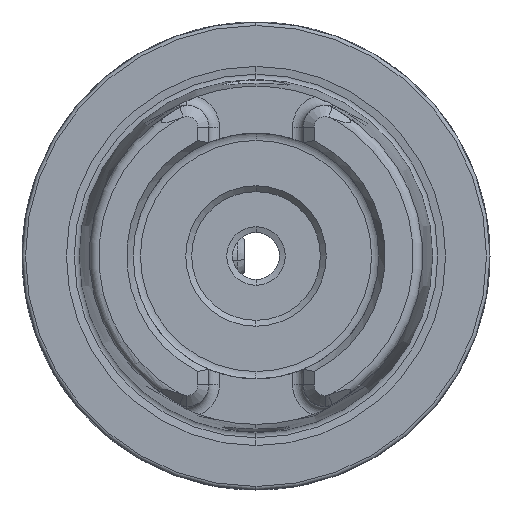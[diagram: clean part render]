
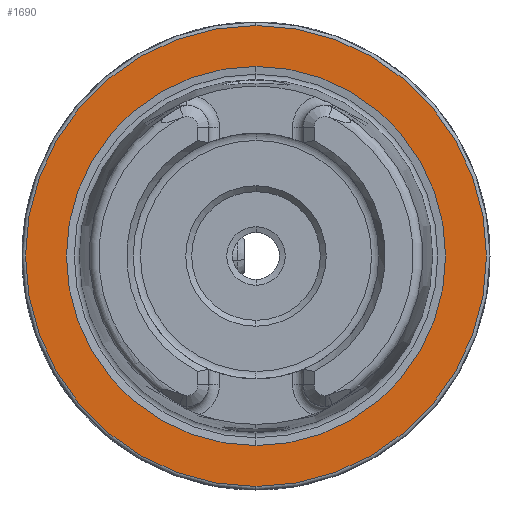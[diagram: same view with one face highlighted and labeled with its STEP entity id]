
A CAD part, left-side view. The second image highlights one B-rep face of the part: STEP entity #1690.
In plain terms, the highlighted planar face has unit normal (-1, 0, 0).
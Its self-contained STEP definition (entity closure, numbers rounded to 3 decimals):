
#260 = AXIS2_PLACEMENT_3D ( 'NONE', #567, #3275, #3376 ) ;
#536 = CARTESIAN_POINT ( 'NONE',  ( 0., 0., 19.7 ) ) ;
#567 = CARTESIAN_POINT ( 'NONE',  ( 0., 0., 0. ) ) ;
#979 = AXIS2_PLACEMENT_3D ( 'NONE', #2906, #5790, #2826 ) ;
#1082 = CIRCLE ( 'NONE', #2043, 16.207 ) ;
#1102 = AXIS2_PLACEMENT_3D ( 'NONE', #6171, #7187, #7260 ) ;
#1115 = PLANE ( 'NONE',  #6451 ) ;
#1406 = VERTEX_POINT ( 'NONE', #536 ) ;
#1536 = DIRECTION ( 'NONE',  ( 0., 0., -1. ) ) ;
#1618 = DIRECTION ( 'NONE',  ( 1., 0., 0. ) ) ;
#1690 = ADVANCED_FACE ( 'NONE', ( #3916, #6211 ), #1115, .F. ) ;
#1872 = VERTEX_POINT ( 'NONE', #6391 ) ;
#2025 = ORIENTED_EDGE ( 'NONE', *, *, #2770, .T. ) ;
#2043 = AXIS2_PLACEMENT_3D ( 'NONE', #2739, #3346, #5633 ) ;
#2103 = VERTEX_POINT ( 'NONE', #3396 ) ;
#2169 = CARTESIAN_POINT ( 'NONE',  ( 0., 19.7, 0. ) ) ;
#2531 = CIRCLE ( 'NONE', #1102, 16.207 ) ;
#2557 = VERTEX_POINT ( 'NONE', #3670 ) ;
#2739 = CARTESIAN_POINT ( 'NONE',  ( 0., 0., 0. ) ) ;
#2770 = EDGE_CURVE ( 'NONE', #1872, #1406, #4326, .T. ) ;
#2826 = DIRECTION ( 'NONE',  ( 0., 0., 1. ) ) ;
#2906 = CARTESIAN_POINT ( 'NONE',  ( 0., 0., 0. ) ) ;
#3275 = DIRECTION ( 'NONE',  ( -1., 0., 0. ) ) ;
#3346 = DIRECTION ( 'NONE',  ( -1., 0., 0. ) ) ;
#3376 = DIRECTION ( 'NONE',  ( 0., 0., 1. ) ) ;
#3396 = CARTESIAN_POINT ( 'NONE',  ( 0., 0., -16.207 ) ) ;
#3670 = CARTESIAN_POINT ( 'NONE',  ( 0., 0., 16.207 ) ) ;
#3822 = EDGE_LOOP ( 'NONE', ( #4429, #2025 ) ) ;
#3916 = FACE_BOUND ( 'NONE', #5684, .T. ) ;
#4326 = CIRCLE ( 'NONE', #260, 19.7 ) ;
#4429 = ORIENTED_EDGE ( 'NONE', *, *, #6423, .T. ) ;
#5336 = EDGE_CURVE ( 'NONE', #2103, #2557, #2531, .T. ) ;
#5633 = DIRECTION ( 'NONE',  ( 0., 0., 1. ) ) ;
#5684 = EDGE_LOOP ( 'NONE', ( #7138, #6005 ) ) ;
#5790 = DIRECTION ( 'NONE',  ( -1., 0., 0. ) ) ;
#6005 = ORIENTED_EDGE ( 'NONE', *, *, #5336, .F. ) ;
#6163 = EDGE_CURVE ( 'NONE', #2557, #2103, #1082, .T. ) ;
#6171 = CARTESIAN_POINT ( 'NONE',  ( 0., 0., 0. ) ) ;
#6211 = FACE_OUTER_BOUND ( 'NONE', #3822, .T. ) ;
#6347 = CIRCLE ( 'NONE', #979, 19.7 ) ;
#6391 = CARTESIAN_POINT ( 'NONE',  ( 0., 0., -19.7 ) ) ;
#6423 = EDGE_CURVE ( 'NONE', #1406, #1872, #6347, .T. ) ;
#6451 = AXIS2_PLACEMENT_3D ( 'NONE', #2169, #1618, #1536 ) ;
#7138 = ORIENTED_EDGE ( 'NONE', *, *, #6163, .F. ) ;
#7187 = DIRECTION ( 'NONE',  ( -1., 0., 0. ) ) ;
#7260 = DIRECTION ( 'NONE',  ( 0., 0., 1. ) ) ;
